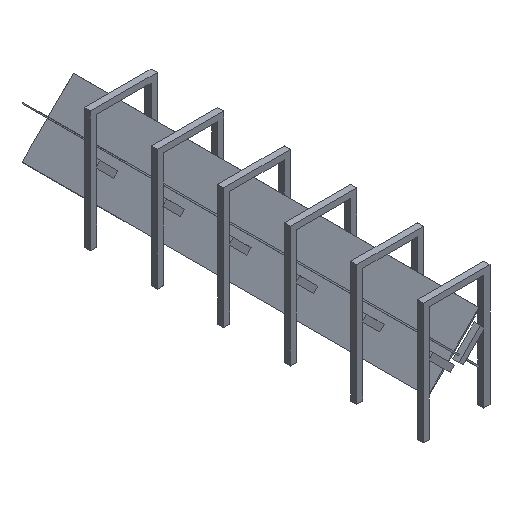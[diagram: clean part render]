
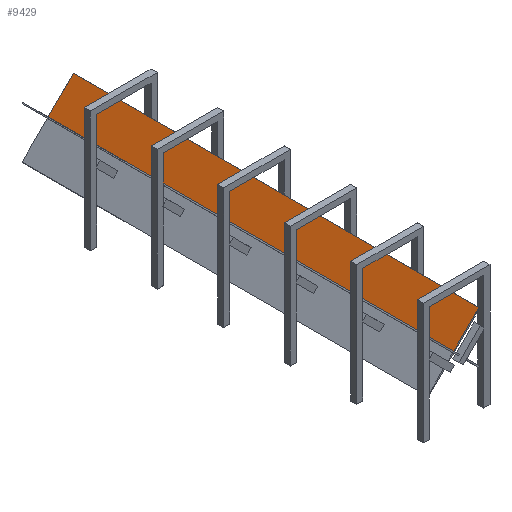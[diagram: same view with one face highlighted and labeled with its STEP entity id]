
A CAD part, isometric view. The second image highlights one B-rep face of the part: STEP entity #9429.
In plain terms, the highlighted planar face has unit normal (-0.707, 0, 0.707).
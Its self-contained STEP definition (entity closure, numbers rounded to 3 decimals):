
#32 = PLANE('',#33);
#33 = AXIS2_PLACEMENT_3D('',#34,#35,#36);
#34 = CARTESIAN_POINT('',(-41.719,0.,56.866));
#35 = DIRECTION('',(0.,1.,0.));
#36 = DIRECTION('',(0.707,0.,0.707));
#113 = VERTEX_POINT('',#114);
#114 = CARTESIAN_POINT('',(0.,0.,101.414));
#128 = PLANE('',#129);
#129 = AXIS2_PLACEMENT_3D('',#130,#131,#132);
#130 = CARTESIAN_POINT('',(43.134,0.,58.281));
#131 = DIRECTION('',(-0.707,0.,-0.707)
  );
#132 = DIRECTION('',(-0.707,0.,0.707)
  );
#140 = EDGE_CURVE('',#113,#141,#143,.T.);
#141 = VERTEX_POINT('',#142);
#142 = CARTESIAN_POINT('',(41.719,0.,143.134));
#143 = SURFACE_CURVE('',#144,(#148,#155),.PCURVE_S1.);
#144 = LINE('',#145,#146);
#145 = CARTESIAN_POINT('',(-43.134,0.,58.281));
#146 = VECTOR('',#147,1.);
#147 = DIRECTION('',(0.707,0.,0.707)
  );
#148 = PCURVE('',#32,#149);
#149 = DEFINITIONAL_REPRESENTATION('',(#150),#154);
#150 = LINE('',#151,#152);
#151 = CARTESIAN_POINT('',(0.,-2.));
#152 = VECTOR('',#153,1.);
#153 = DIRECTION('',(1.,0.));
#154 = ( GEOMETRIC_REPRESENTATION_CONTEXT(2) 
PARAMETRIC_REPRESENTATION_CONTEXT() REPRESENTATION_CONTEXT('2D SPACE',''
  ) );
#155 = PCURVE('',#156,#161);
#156 = PLANE('',#157);
#157 = AXIS2_PLACEMENT_3D('',#158,#159,#160);
#158 = CARTESIAN_POINT('',(-43.134,0.,58.281));
#159 = DIRECTION('',(-0.707,0.,0.707)
  );
#160 = DIRECTION('',(0.707,0.,0.707)
  );
#161 = DEFINITIONAL_REPRESENTATION('',(#162),#166);
#162 = LINE('',#163,#164);
#163 = CARTESIAN_POINT('',(0.,0.));
#164 = VECTOR('',#165,1.);
#165 = DIRECTION('',(1.,0.));
#166 = ( GEOMETRIC_REPRESENTATION_CONTEXT(2) 
PARAMETRIC_REPRESENTATION_CONTEXT() REPRESENTATION_CONTEXT('2D SPACE',''
  ) );
#184 = PLANE('',#185);
#185 = AXIS2_PLACEMENT_3D('',#186,#187,#188);
#186 = CARTESIAN_POINT('',(43.134,0.,141.719));
#187 = DIRECTION('',(0.707,0.,0.707)
  );
#188 = DIRECTION('',(0.,1.,0.));
#381 = PLANE('',#382);
#382 = AXIS2_PLACEMENT_3D('',#383,#384,#385);
#383 = CARTESIAN_POINT('',(-41.719,670.,56.866));
#384 = DIRECTION('',(0.,1.,0.));
#385 = DIRECTION('',(0.707,0.,0.707)
  );
#1967 = VERTEX_POINT('',#1968);
#1968 = CARTESIAN_POINT('',(0.,670.,101.414));
#1989 = EDGE_CURVE('',#1967,#1990,#1992,.T.);
#1990 = VERTEX_POINT('',#1991);
#1991 = CARTESIAN_POINT('',(41.719,670.,143.134));
#1992 = SURFACE_CURVE('',#1993,(#1997,#2004),.PCURVE_S1.);
#1993 = LINE('',#1994,#1995);
#1994 = CARTESIAN_POINT('',(-43.134,670.,58.281));
#1995 = VECTOR('',#1996,1.);
#1996 = DIRECTION('',(0.707,0.,0.707)
  );
#1997 = PCURVE('',#381,#1998);
#1998 = DEFINITIONAL_REPRESENTATION('',(#1999),#2003);
#1999 = LINE('',#2000,#2001);
#2000 = CARTESIAN_POINT('',(0.,-2.));
#2001 = VECTOR('',#2002,1.);
#2002 = DIRECTION('',(1.,0.));
#2003 = ( GEOMETRIC_REPRESENTATION_CONTEXT(2) 
PARAMETRIC_REPRESENTATION_CONTEXT() REPRESENTATION_CONTEXT('2D SPACE',''
  ) );
#2004 = PCURVE('',#156,#2005);
#2005 = DEFINITIONAL_REPRESENTATION('',(#2006),#2010);
#2006 = LINE('',#2007,#2008);
#2007 = CARTESIAN_POINT('',(0.,670.));
#2008 = VECTOR('',#2009,1.);
#2009 = DIRECTION('',(1.,0.));
#2010 = ( GEOMETRIC_REPRESENTATION_CONTEXT(2) 
PARAMETRIC_REPRESENTATION_CONTEXT() REPRESENTATION_CONTEXT('2D SPACE',''
  ) );
#9409 = EDGE_CURVE('',#141,#1990,#9410,.T.);
#9410 = SURFACE_CURVE('',#9411,(#9415,#9422),.PCURVE_S1.);
#9411 = LINE('',#9412,#9413);
#9412 = CARTESIAN_POINT('',(41.719,0.,143.134));
#9413 = VECTOR('',#9414,1.);
#9414 = DIRECTION('',(0.,1.,0.));
#9415 = PCURVE('',#184,#9416);
#9416 = DEFINITIONAL_REPRESENTATION('',(#9417),#9421);
#9417 = LINE('',#9418,#9419);
#9418 = CARTESIAN_POINT('',(0.,2.));
#9419 = VECTOR('',#9420,1.);
#9420 = DIRECTION('',(1.,0.));
#9421 = ( GEOMETRIC_REPRESENTATION_CONTEXT(2) 
PARAMETRIC_REPRESENTATION_CONTEXT() REPRESENTATION_CONTEXT('2D SPACE',''
  ) );
#9422 = PCURVE('',#156,#9423);
#9423 = DEFINITIONAL_REPRESENTATION('',(#9424),#9428);
#9424 = LINE('',#9425,#9426);
#9425 = CARTESIAN_POINT('',(120.,0.));
#9426 = VECTOR('',#9427,1.);
#9427 = DIRECTION('',(0.,1.));
#9428 = ( GEOMETRIC_REPRESENTATION_CONTEXT(2) 
PARAMETRIC_REPRESENTATION_CONTEXT() REPRESENTATION_CONTEXT('2D SPACE',''
  ) );
#9429 = ADVANCED_FACE('',(#9430),#156,.T.);
#9430 = FACE_BOUND('',#9431,.T.);
#9431 = EDGE_LOOP('',(#9432,#9433,#9452,#9453));
#9432 = ORIENTED_EDGE('',*,*,#1989,.F.);
#9433 = ORIENTED_EDGE('',*,*,#9434,.F.);
#9434 = EDGE_CURVE('',#113,#1967,#9435,.T.);
#9435 = SURFACE_CURVE('',#9436,(#9440,#9446),.PCURVE_S1.);
#9436 = LINE('',#9437,#9438);
#9437 = CARTESIAN_POINT('',(0.,0.,101.414));
#9438 = VECTOR('',#9439,1.);
#9439 = DIRECTION('',(0.,1.,0.));
#9440 = PCURVE('',#156,#9441);
#9441 = DEFINITIONAL_REPRESENTATION('',(#9442),#9445);
#9442 = B_SPLINE_CURVE_WITH_KNOTS('',1,(#9443,#9444),.UNSPECIFIED.,.F.,
  .F.,(2,2),(0.,670.),.PIECEWISE_BEZIER_KNOTS.);
#9443 = CARTESIAN_POINT('',(61.,0.));
#9444 = CARTESIAN_POINT('',(61.,670.));
#9445 = ( GEOMETRIC_REPRESENTATION_CONTEXT(2) 
PARAMETRIC_REPRESENTATION_CONTEXT() REPRESENTATION_CONTEXT('2D SPACE',''
  ) );
#9446 = PCURVE('',#128,#9447);
#9447 = DEFINITIONAL_REPRESENTATION('',(#9448),#9451);
#9448 = B_SPLINE_CURVE_WITH_KNOTS('',1,(#9449,#9450),.UNSPECIFIED.,.F.,
  .F.,(2,2),(0.,670.),.PIECEWISE_BEZIER_KNOTS.);
#9449 = CARTESIAN_POINT('',(61.,0.));
#9450 = CARTESIAN_POINT('',(61.,670.));
#9451 = ( GEOMETRIC_REPRESENTATION_CONTEXT(2) 
PARAMETRIC_REPRESENTATION_CONTEXT() REPRESENTATION_CONTEXT('2D SPACE',''
  ) );
#9452 = ORIENTED_EDGE('',*,*,#140,.T.);
#9453 = ORIENTED_EDGE('',*,*,#9409,.T.);
